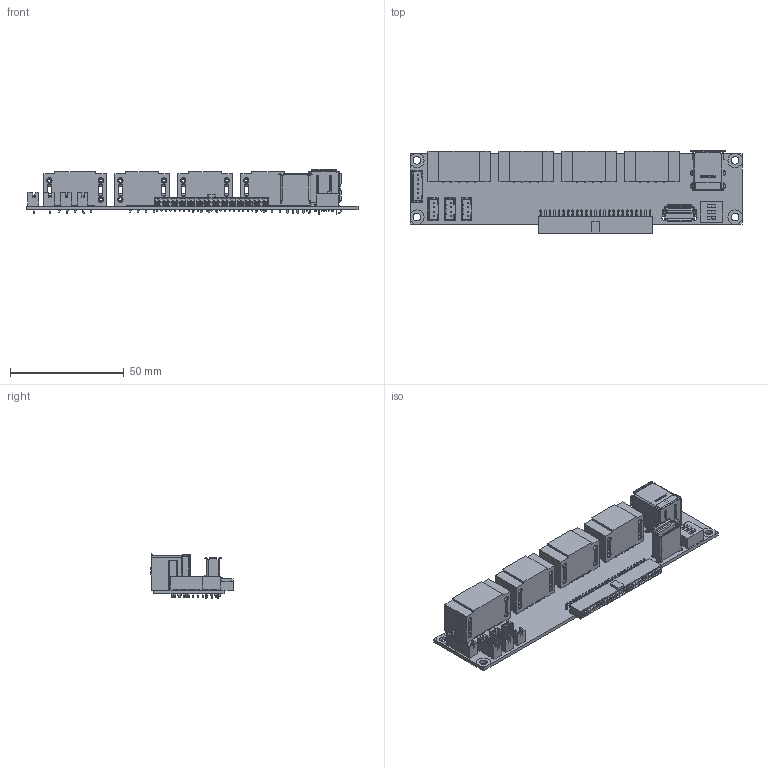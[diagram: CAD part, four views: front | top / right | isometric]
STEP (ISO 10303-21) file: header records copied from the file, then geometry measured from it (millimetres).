
FILE_DESCRIPTION((''),'2;1');
FILE_NAME('000-ASSY_PITX-IOB-2201_ASM','2022-09-25T',(''),(''),'CREO PARAMETRIC BY PTC INC, 2018360','CREO PARAMETRIC BY PTC INC, 2018360','');
FILE_SCHEMA(('AUTOMOTIVE_DESIGN { 1 0 10303 214 1 1 1 1 }'));
Products named in the file (10): PITX-IOB-2201; 114000000100-00_USB_FOX_UEA1112; 11504A003A0A-00_SW_MORE_SW-S-03; 114A215000D0-00_USB_FOX_UB0112C; 114120000010-00_HEAD_MORE_SK-R7; 1140310601C0-00_WTB_MOR_PH-D-06; 1140310401C0-00_WTB_MOR_PH-D-04; 114000000110-00_SOCK_DINK_3510L; 114000000120-00_SOCK_DINK_3508L; 000-ASSY_PITX-IOB-2201_ASM
Assembly tree (13 placements, depth 2):
  000-ASSY_PITX-IOB-2201_ASM
    PITX-IOB-2201
    114000000100-00_USB_FOX_UEA1112
    11504A003A0A-00_SW_MORE_SW-S-03
    114A215000D0-00_USB_FOX_UB0112C
    114120000010-00_HEAD_MORE_SK-R7
    1140310601C0-00_WTB_MOR_PH-D-06
    1140310401C0-00_WTB_MOR_PH-D-04  x3
    114000000110-00_SOCK_DINK_3510L
    114000000120-00_SOCK_DINK_3508L  x3
Bounding box: 146 x 36.11 x 20.14 mm (x, y, z)
Volume: 25389.6 mm3; surface area: 39888.9 mm2
Topology: 15 solids, 15 shells, 5980 faces, 16078 edges, 10474 vertices
Faces by surface type: plane 4479, cylinder 1208, cone 185, torus 76, bspline 32
Entity records: 155360 total; most frequent: CARTESIAN_POINT 25924, ORIENTED_EDGE 22600, DIRECTION 21653, EDGE_CURVE 11300, VECTOR 8645, LINE 8645, VERTEX_POINT 7350, AXIS2_PLACEMENT_3D 6504
